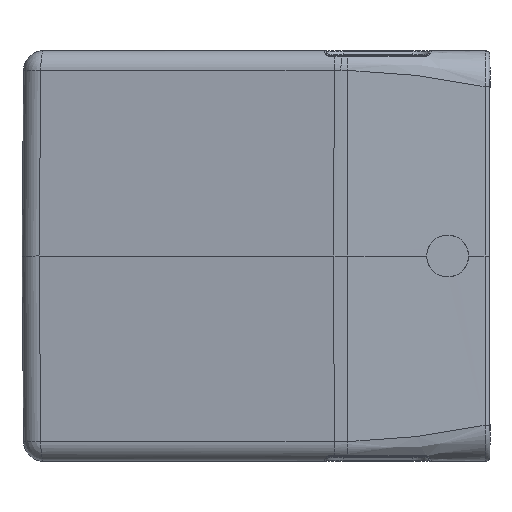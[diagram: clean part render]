
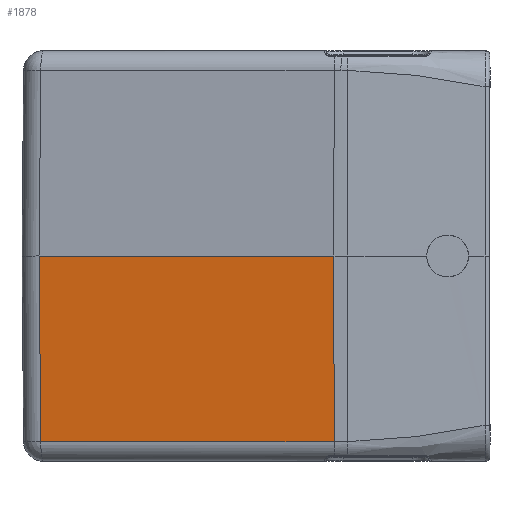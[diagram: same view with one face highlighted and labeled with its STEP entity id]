
A CAD part, left-side view. The second image highlights one B-rep face of the part: STEP entity #1878.
In plain terms, the highlighted planar face has unit normal (-0.99, 0.139, -0.009).
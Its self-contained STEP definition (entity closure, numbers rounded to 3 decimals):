
#1878=ADVANCED_FACE('',(#2728),#2129,.T.);
#2129=PLANE('',#11402);
#2728=FACE_OUTER_BOUND('',#3417,.T.);
#3417=EDGE_LOOP('',(#6329,#6330,#6331,#6332));
#6329=ORIENTED_EDGE('',*,*,#8032,.T.);
#6330=ORIENTED_EDGE('',*,*,#8822,.F.);
#6331=ORIENTED_EDGE('',*,*,#7676,.T.);
#6332=ORIENTED_EDGE('',*,*,#8821,.F.);
#6654=VERTEX_POINT('',#15199);
#6655=VERTEX_POINT('',#15203);
#6882=VERTEX_POINT('',#16392);
#6887=VERTEX_POINT('',#16416);
#7676=EDGE_CURVE('',#6655,#6654,#9084,.T.);
#8032=EDGE_CURVE('',#6887,#6882,#9312,.T.);
#8821=EDGE_CURVE('',#6887,#6654,#9599,.T.);
#8822=EDGE_CURVE('',#6655,#6882,#9600,.T.);
#9084=LINE('',#15202,#9850);
#9312=LINE('',#16415,#10081);
#9599=LINE('',#21114,#10368);
#9600=LINE('',#21116,#10369);
#9850=VECTOR('',#12044,1.);
#10081=VECTOR('',#12707,1.);
#10368=VECTOR('',#14162,1.);
#10369=VECTOR('',#14165,1.);
#11402=AXIS2_PLACEMENT_3D('',#21117,#14166,#14167);
#12044=DIRECTION('',(0.008,-0.009,-1.));
#12707=DIRECTION('',(-0.009,0.001,1.));
#14162=DIRECTION('',(0.139,0.99,0.));
#14165=DIRECTION('',(-0.139,-0.99,0.));
#14166=DIRECTION('',(-0.99,0.139,-0.009));
#14167=DIRECTION('',(-0.139,-0.99,0.));
#15199=CARTESIAN_POINT('',(-38.201,43.231,-37.285));
#15202=CARTESIAN_POINT('',(-38.484,43.557,0.));
#15203=CARTESIAN_POINT('',(-38.484,43.557,0.));
#16392=CARTESIAN_POINT('',(-46.805,-15.653,0.));
#16415=CARTESIAN_POINT('',(-46.48,-15.676,-37.285));
#16416=CARTESIAN_POINT('',(-46.48,-15.676,-37.285));
#21114=CARTESIAN_POINT('',(-46.48,-15.676,-37.285));
#21116=CARTESIAN_POINT('',(-38.484,43.557,0.));
#21117=CARTESIAN_POINT('',(-38.,47.,0.));
